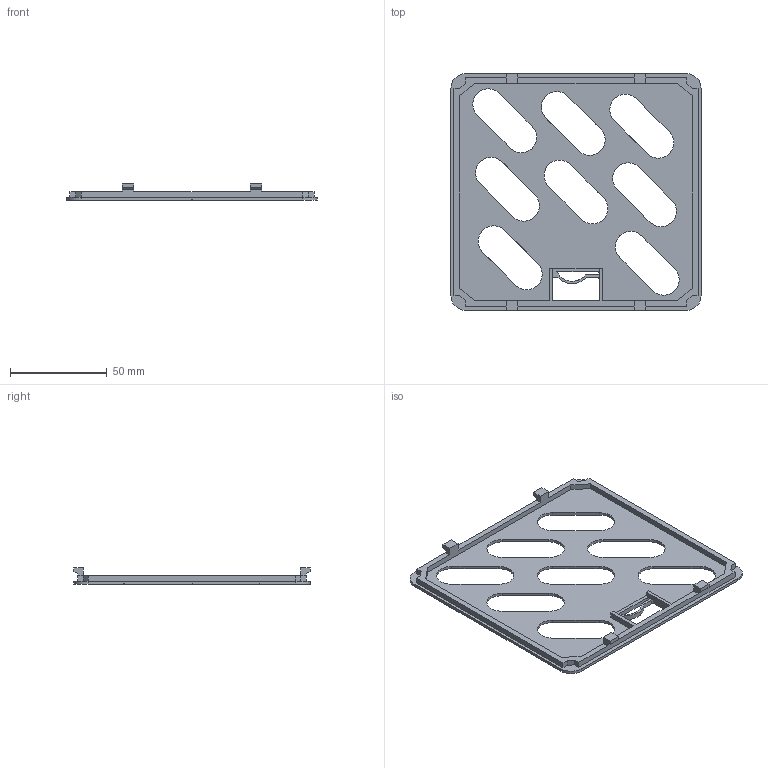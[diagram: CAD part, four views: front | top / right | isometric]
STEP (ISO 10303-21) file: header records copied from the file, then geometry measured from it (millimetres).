
FILE_DESCRIPTION(('FreeCAD Model'),'2;1');
FILE_NAME('Open CASCADE Shape Model','2025-08-12T21:55:51',('FreeCAD'),( 'FreeCAD'),'Open CASCADE STEP processor 7.8','FreeCAD','Unknown');
FILE_SCHEMA(('AUTOMOTIVE_DESIGN { 1 0 10303 214 1 1 1 1 }'));
Length unit declared in the file: millimetre
Products named in the file (1): Open CASCADE STEP translator 7.8 16
Bounding box: 129 x 122 x 8.5 mm (x, y, z)
Volume: 20920.3 mm3; surface area: 27024.1 mm2
Topology: 1 solids, 1 shells, 138 faces, 440 edges, 293 vertices
Faces by surface type: plane 114, cylinder 24
Entity records: 4862 total; most frequent: ORIENTED_EDGE 880, CARTESIAN_POINT 872, DIRECTION 772, EDGE_CURVE 440, LINE 386, VECTOR 386, VERTEX_POINT 293, AXIS2_PLACEMENT_3D 193
